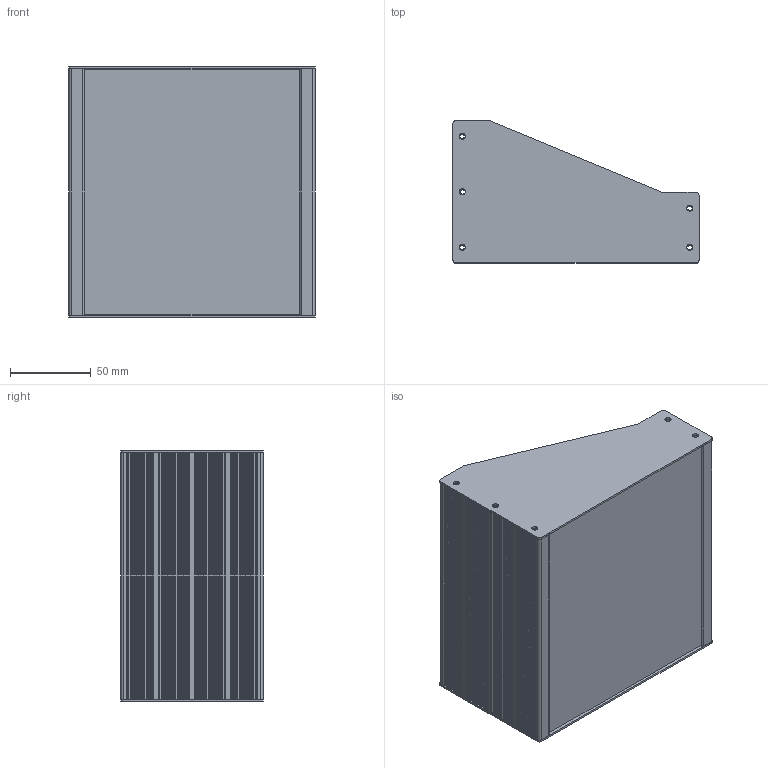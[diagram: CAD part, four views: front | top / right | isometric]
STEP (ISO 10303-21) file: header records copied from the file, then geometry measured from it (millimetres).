
FILE_DESCRIPTION (( 'STEP AP203' ), '1' );
FILE_NAME ('Extruded Consolet Case Mk 0.step', '2020-05-18T13:42:25', ( '' ), ( '' ), 'SwSTEP 2.0', 'SolidWorks 2020', '' );
FILE_SCHEMA (( 'CONFIG_CONTROL_DESIGN' ));
Length unit declared in the file: inch
Products named in the file (7): BOTTOM PLATE; Extruded Consolet Left; 2U Extruded Side Rev 0.1; Extruded Consolet Case Mk 0; 1U Extruded Side; Extruded Consolet top; Extruded Consolet Right
Assembly tree (6 placements, depth 2):
  Extruded Consolet Case Mk 0
    2U Extruded Side Rev 0.1
    1U Extruded Side
    BOTTOM PLATE
    Extruded Consolet top
    Extruded Consolet Right
    Extruded Consolet Left
Bounding box: 152.4 x 88.14 x 154.84 mm (x, y, z)
Volume: 202814.3 mm3; surface area: 238061.5 mm2
Topology: 6 solids, 6 shells, 655 faces, 1913 edges, 1270 vertices
Faces by surface type: cylinder 328, plane 327
Full cylindrical faces by diameter (mm): 3.81 x10
Entity records: 22616 total; most frequent: DIRECTION 3887, CARTESIAN_POINT 3837, ORIENTED_EDGE 3806, EDGE_CURVE 1903, AXIS2_PLACEMENT_3D 1320, VERTEX_POINT 1270, LINE 1247, VECTOR 1247
